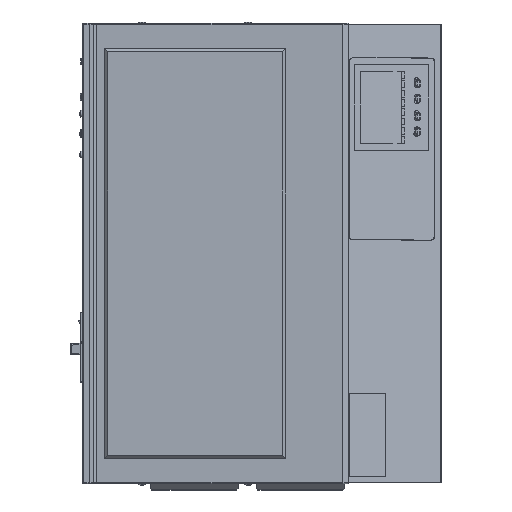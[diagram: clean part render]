
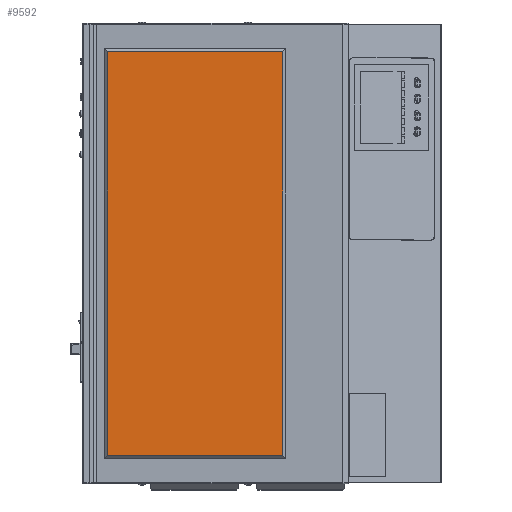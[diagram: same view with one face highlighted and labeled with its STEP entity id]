
A CAD part, top view. The second image highlights one B-rep face of the part: STEP entity #9592.
In plain terms, the highlighted planar face has unit normal (0, 0, 1).
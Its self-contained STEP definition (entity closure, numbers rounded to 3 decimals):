
#2400 = LINE ( 'NONE', #26421, #38772 ) ;
#4453 = CARTESIAN_POINT ( 'NONE',  ( -11.007, 0.8, 5.905 ) ) ;
#8118 = CARTESIAN_POINT ( 'NONE',  ( -11.007, 0.9, 5.905 ) ) ;
#8704 = LINE ( 'NONE', #32741, #75996 ) ;
#9592 = ADVANCED_FACE ( 'NONE', ( #18709 ), #42756, .F. ) ;
#12800 = DIRECTION ( 'NONE',  ( 0., 0., -1. ) ) ;
#16583 = EDGE_CURVE ( 'NONE', #18547, #22608, #8704, .T. ) ;
#18547 = VERTEX_POINT ( 'NONE', #73583 ) ;
#18709 = FACE_OUTER_BOUND ( 'NONE', #43942, .T. ) ;
#18856 = VECTOR ( 'NONE', #73900, 39.37 ) ;
#22608 = VERTEX_POINT ( 'NONE', #58894 ) ;
#25802 = LINE ( 'NONE', #49850, #18856 ) ;
#26421 = CARTESIAN_POINT ( 'NONE',  ( -5.137, 0.9, 5.905 ) ) ;
#27318 = AXIS2_PLACEMENT_3D ( 'NONE', #66806, #12800, #36854 ) ;
#28031 = ORIENTED_EDGE ( 'NONE', *, *, #28374, .T. ) ;
#28374 = EDGE_CURVE ( 'NONE', #22608, #55206, #58458, .T. ) ;
#28494 = DIRECTION ( 'NONE',  ( 0., -1., 0. ) ) ;
#31249 = VECTOR ( 'NONE', #28494, 39.37 ) ;
#32741 = CARTESIAN_POINT ( 'NONE',  ( -11.107, 14.2, 5.905 ) ) ;
#36854 = DIRECTION ( 'NONE',  ( -1., 0., 0. ) ) ;
#38772 = VECTOR ( 'NONE', #50471, 39.37 ) ;
#42551 = ORIENTED_EDGE ( 'NONE', *, *, #75602, .T. ) ;
#42756 = PLANE ( 'NONE',  #27318 ) ;
#43942 = EDGE_LOOP ( 'NONE', ( #28031, #60771, #42551, #67837 ) ) ;
#49174 = EDGE_CURVE ( 'NONE', #55206, #65521, #2400, .T. ) ;
#49850 = CARTESIAN_POINT ( 'NONE',  ( -5.237, 14.3, 5.905 ) ) ;
#50471 = DIRECTION ( 'NONE',  ( 1., 0., 0. ) ) ;
#53514 = CARTESIAN_POINT ( 'NONE',  ( -5.237, 0.9, 5.905 ) ) ;
#55206 = VERTEX_POINT ( 'NONE', #8118 ) ;
#56778 = DIRECTION ( 'NONE',  ( -1., 0., 0. ) ) ;
#58458 = LINE ( 'NONE', #4453, #31249 ) ;
#58894 = CARTESIAN_POINT ( 'NONE',  ( -11.007, 14.2, 5.905 ) ) ;
#60771 = ORIENTED_EDGE ( 'NONE', *, *, #49174, .T. ) ;
#65521 = VERTEX_POINT ( 'NONE', #53514 ) ;
#66806 = CARTESIAN_POINT ( 'NONE',  ( -8.122, 7.55, 5.905 ) ) ;
#67837 = ORIENTED_EDGE ( 'NONE', *, *, #16583, .T. ) ;
#73583 = CARTESIAN_POINT ( 'NONE',  ( -5.237, 14.2, 5.905 ) ) ;
#73900 = DIRECTION ( 'NONE',  ( 0., 1., 0. ) ) ;
#75602 = EDGE_CURVE ( 'NONE', #65521, #18547, #25802, .T. ) ;
#75996 = VECTOR ( 'NONE', #56778, 39.37 ) ;
